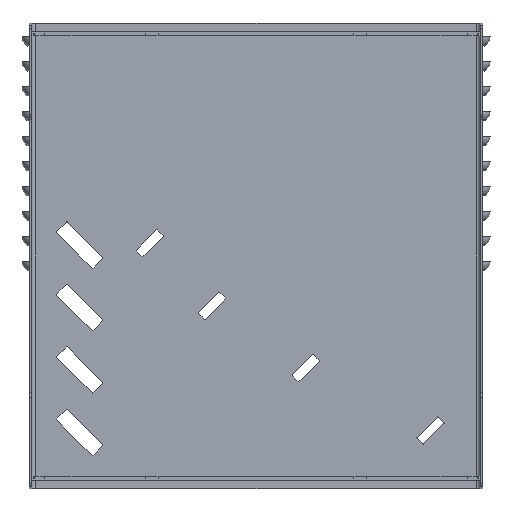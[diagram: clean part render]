
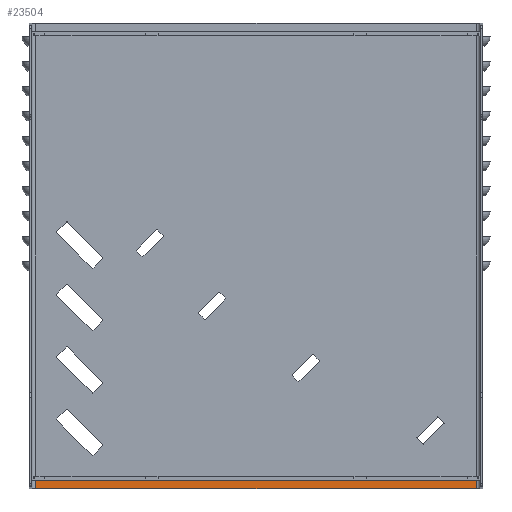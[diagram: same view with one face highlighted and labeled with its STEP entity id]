
A CAD part, front view. The second image highlights one B-rep face of the part: STEP entity #23504.
In plain terms, the highlighted planar face has unit normal (0, -1, 0).
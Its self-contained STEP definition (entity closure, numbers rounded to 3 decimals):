
#930 = PLANE ( 'NONE',  #22323 ) ;
#1428 = DIRECTION ( 'NONE',  ( 0., 0., 1. ) ) ;
#1545 = VERTEX_POINT ( 'NONE', #3450 ) ;
#2091 = VERTEX_POINT ( 'NONE', #16516 ) ;
#2725 = ORIENTED_EDGE ( 'NONE', *, *, #12995, .F. ) ;
#3429 = LINE ( 'NONE', #7981, #13329 ) ;
#3450 = CARTESIAN_POINT ( 'NONE',  ( 73.252, 73., 197.725 ) ) ;
#3769 = CARTESIAN_POINT ( 'NONE',  ( 0., 73., 190.725 ) ) ;
#5234 = CARTESIAN_POINT ( 'NONE',  ( -14.749, 73., 197.725 ) ) ;
#5319 = CARTESIAN_POINT ( 'NONE',  ( -279.75, 73., 190.725 ) ) ;
#5338 = DIRECTION ( 'NONE',  ( 0., 0., 1. ) ) ;
#6913 = VECTOR ( 'NONE', #11559, 1000. ) ;
#7475 = DIRECTION ( 'NONE',  ( 0., 1., 0. ) ) ;
#7507 = CARTESIAN_POINT ( 'NONE',  ( -279.75, 73., 197.725 ) ) ;
#7981 = CARTESIAN_POINT ( 'NONE',  ( -279.75, 73., 0. ) ) ;
#9380 = LINE ( 'NONE', #5234, #26191 ) ;
#11052 = ORIENTED_EDGE ( 'NONE', *, *, #13506, .F. ) ;
#11387 = VERTEX_POINT ( 'NONE', #7507 ) ;
#11559 = DIRECTION ( 'NONE',  ( -1., 0., 0. ) ) ;
#11623 = CARTESIAN_POINT ( 'NONE',  ( 0., 73., 0. ) ) ;
#11999 = EDGE_LOOP ( 'NONE', ( #11052, #2725, #20424, #19943 ) ) ;
#12916 = VERTEX_POINT ( 'NONE', #5319 ) ;
#12995 = EDGE_CURVE ( 'NONE', #12916, #11387, #3429, .T. ) ;
#13171 = EDGE_CURVE ( 'NONE', #2091, #12916, #15973, .T. ) ;
#13329 = VECTOR ( 'NONE', #1428, 1000. ) ;
#13506 = EDGE_CURVE ( 'NONE', #11387, #1545, #9380, .T. ) ;
#15069 = DIRECTION ( 'NONE',  ( 0., 0., -1. ) ) ;
#15973 = LINE ( 'NONE', #3769, #6913 ) ;
#16516 = CARTESIAN_POINT ( 'NONE',  ( 73.252, 73., 190.725 ) ) ;
#17286 = DIRECTION ( 'NONE',  ( 1., 0., 0. ) ) ;
#17392 = FACE_OUTER_BOUND ( 'NONE', #11999, .T. ) ;
#18839 = VECTOR ( 'NONE', #15069, 1000. ) ;
#19943 = ORIENTED_EDGE ( 'NONE', *, *, #20350, .F. ) ;
#20350 = EDGE_CURVE ( 'NONE', #1545, #2091, #23376, .T. ) ;
#20424 = ORIENTED_EDGE ( 'NONE', *, *, #13171, .F. ) ;
#22323 = AXIS2_PLACEMENT_3D ( 'NONE', #11623, #7475, #5338 ) ;
#23376 = LINE ( 'NONE', #23645, #18839 ) ;
#23504 = ADVANCED_FACE ( 'NONE', ( #17392 ), #930, .F. ) ;
#23645 = CARTESIAN_POINT ( 'NONE',  ( 73.252, 73., 0. ) ) ;
#26191 = VECTOR ( 'NONE', #17286, 1000. ) ;
